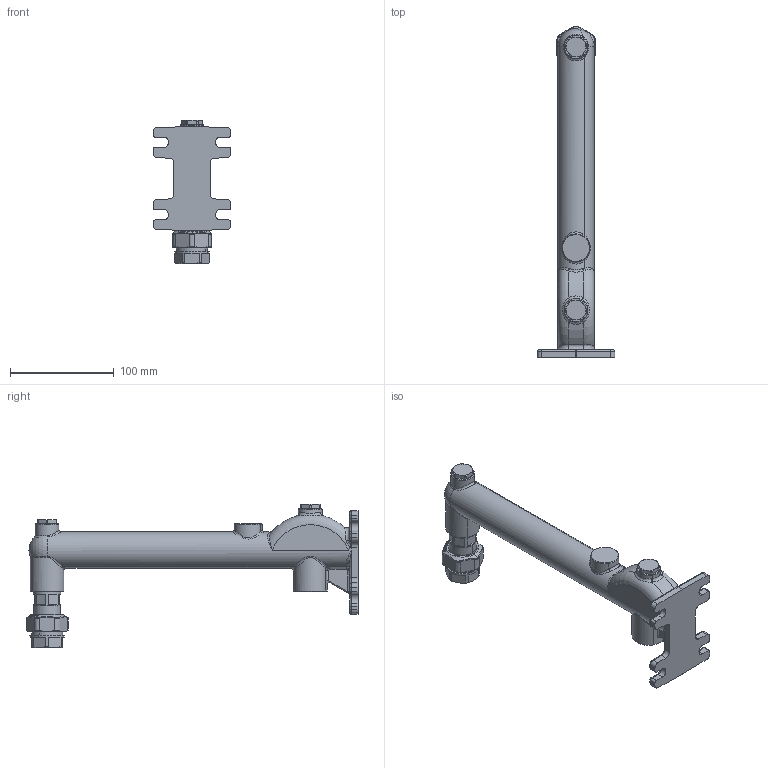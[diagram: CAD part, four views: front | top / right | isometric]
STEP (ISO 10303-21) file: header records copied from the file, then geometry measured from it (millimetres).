
FILE_DESCRIPTION(('CATIA V5 STEP Exchange'),'2;1');
FILE_NAME('STEP_336600_-_TST.stp','2018-11-29T12:02:11+00:00',('none'),('none'),'CATIA Version 5-6 Release 2016 SP4','CATIA V5 STEP AP203','none');
FILE_SCHEMA(('CONFIG_CONTROL_DESIGN'));
Products named in the file (1): 336600
Bounding box: 75 x 320.33 x 138 mm (x, y, z)
Volume: 471228 mm3; surface area: 66277.9 mm2
Topology: 1 solids, 4 shells, 785 faces, 1866 edges, 1030 vertices
Faces by surface type: bspline 401, cylinder 117, plane 99, cone 78, sphere 65, torus 25
Entity records: 41934 total; most frequent: CARTESIAN_POINT 28408, ORIENTED_EDGE 3588, EDGE_CURVE 1794, DIRECTION 1240, B_SPLINE_CURVE_WITH_KNOTS 1078, VERTEX_POINT 1030, EDGE_LOOP 800, ADVANCED_FACE 785
